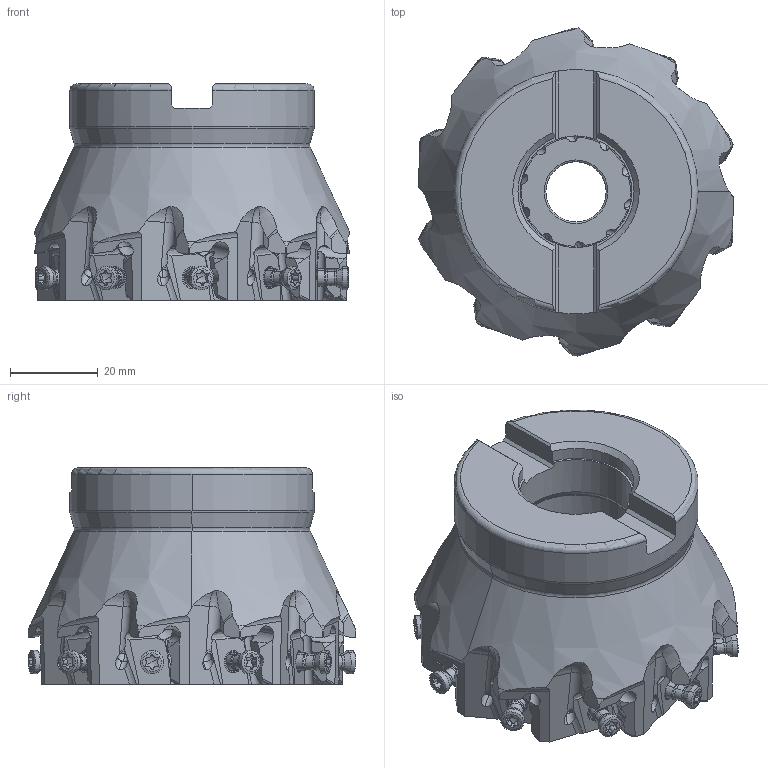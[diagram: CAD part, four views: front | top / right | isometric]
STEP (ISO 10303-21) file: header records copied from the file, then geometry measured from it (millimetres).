
FILE_DESCRIPTION(/* description */ (''),/* implementation_level */ '2;1');
FILE_NAME(/* name */ 'VPX300UR3_0010CA.stp',/* time_stamp */ '2025-08-21T15:40:21+09:00',/* author */ (''),/* organization */ (''),/* preprocessor_version */ 'ST-DEVELOPER v16',/* originating_system */ 'SIEMENS PLM Software NX 10.0',/* authorisation */ '');
FILE_SCHEMA (('AUTOMOTIVE_DESIGN { 1 0 10303 214 3 1 1 1 }'));
Products named in the file (1): VPX300UR3_0010CA_ASM
Bounding box: 71.6 x 74.6 x 49.2 mm (x, y, z)
Volume: 121665.3 mm3; surface area: 25648.3 mm2
Topology: 11 solids, 11 shells, 1014 faces, 2834 edges, 1847 vertices
Faces by surface type: cylinder 452, plane 292, cone 114, torus 86, extrusion 40, sphere 20, bspline 10
Entity records: 44359 total; most frequent: CARTESIAN_POINT 18472, ORIENTED_EDGE 5588, DIRECTION 5186, EDGE_CURVE 2794, AXIS2_PLACEMENT_3D 2056, VERTEX_POINT 1834, VECTOR 1074, EDGE_LOOP 1068
